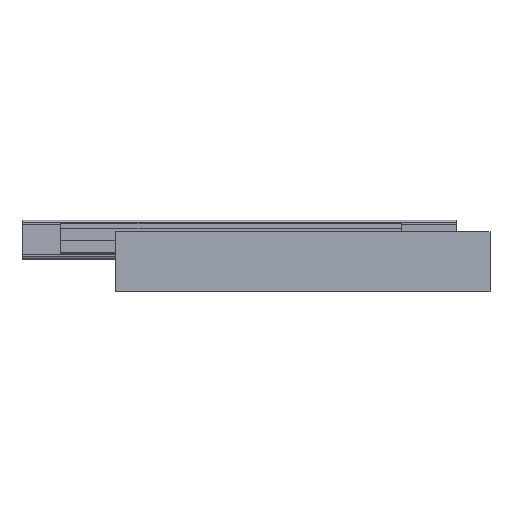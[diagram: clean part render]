
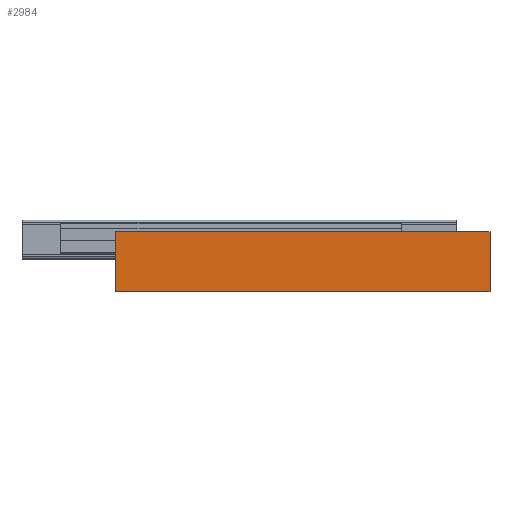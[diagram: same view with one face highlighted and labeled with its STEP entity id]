
A CAD part, front view. The second image highlights one B-rep face of the part: STEP entity #2984.
In plain terms, the highlighted planar face has unit normal (0, -1, 0).
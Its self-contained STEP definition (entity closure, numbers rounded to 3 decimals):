
#69 = VECTOR ( 'NONE', #3907, 1000. ) ;
#147 = VERTEX_POINT ( 'NONE', #6088 ) ;
#263 = LINE ( 'NONE', #1858, #69 ) ;
#334 = EDGE_CURVE ( 'NONE', #4948, #4104, #263, .T. ) ;
#543 = CARTESIAN_POINT ( 'NONE',  ( 280., 0., 45. ) ) ;
#585 = CARTESIAN_POINT ( 'NONE',  ( 280., 0., 45. ) ) ;
#770 = DIRECTION ( 'NONE',  ( 0., 0., -1. ) ) ;
#817 = ORIENTED_EDGE ( 'NONE', *, *, #2200, .T. ) ;
#851 = ORIENTED_EDGE ( 'NONE', *, *, #5066, .T. ) ;
#1064 = CARTESIAN_POINT ( 'NONE',  ( 0., 0., 45. ) ) ;
#1520 = CARTESIAN_POINT ( 'NONE',  ( 280., 0., 0. ) ) ;
#1767 = VECTOR ( 'NONE', #770, 1000. ) ;
#1858 = CARTESIAN_POINT ( 'NONE',  ( 280., 0., 45. ) ) ;
#2054 = CARTESIAN_POINT ( 'NONE',  ( 280., 0., 0. ) ) ;
#2152 = LINE ( 'NONE', #543, #2570 ) ;
#2200 = EDGE_CURVE ( 'NONE', #4948, #6156, #2152, .T. ) ;
#2347 = ORIENTED_EDGE ( 'NONE', *, *, #334, .F. ) ;
#2570 = VECTOR ( 'NONE', #2592, 1000. ) ;
#2592 = DIRECTION ( 'NONE',  ( -1., 0., 0. ) ) ;
#2664 = CARTESIAN_POINT ( 'NONE',  ( 280., 0., 45. ) ) ;
#2771 = LINE ( 'NONE', #4224, #1767 ) ;
#2984 = ADVANCED_FACE ( 'NONE', ( #4183 ), #6292, .F. ) ;
#3085 = LINE ( 'NONE', #1520, #3713 ) ;
#3560 = EDGE_LOOP ( 'NONE', ( #851, #5508, #2347, #817 ) ) ;
#3713 = VECTOR ( 'NONE', #5634, 1000. ) ;
#3907 = DIRECTION ( 'NONE',  ( 0., 0., -1. ) ) ;
#4104 = VERTEX_POINT ( 'NONE', #2054 ) ;
#4183 = FACE_OUTER_BOUND ( 'NONE', #3560, .T. ) ;
#4224 = CARTESIAN_POINT ( 'NONE',  ( 0., 0., 45. ) ) ;
#4294 = DIRECTION ( 'NONE',  ( 0., 0., 1. ) ) ;
#4546 = EDGE_CURVE ( 'NONE', #4104, #147, #3085, .T. ) ;
#4581 = DIRECTION ( 'NONE',  ( 0., 1., 0. ) ) ;
#4948 = VERTEX_POINT ( 'NONE', #585 ) ;
#5066 = EDGE_CURVE ( 'NONE', #6156, #147, #2771, .T. ) ;
#5508 = ORIENTED_EDGE ( 'NONE', *, *, #4546, .F. ) ;
#5634 = DIRECTION ( 'NONE',  ( -1., 0., 0. ) ) ;
#5882 = AXIS2_PLACEMENT_3D ( 'NONE', #2664, #4581, #4294 ) ;
#6088 = CARTESIAN_POINT ( 'NONE',  ( 0., 0., 0. ) ) ;
#6156 = VERTEX_POINT ( 'NONE', #1064 ) ;
#6292 = PLANE ( 'NONE',  #5882 ) ;
